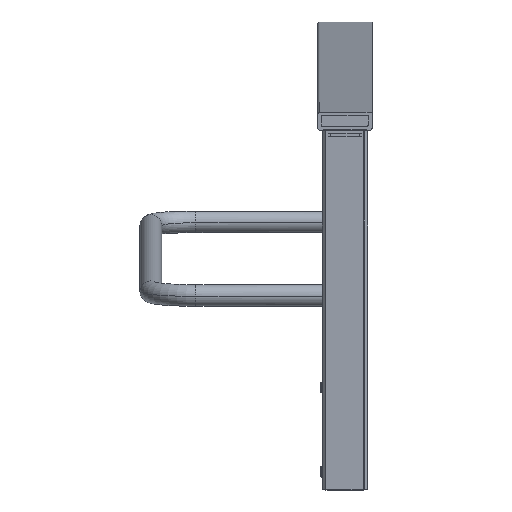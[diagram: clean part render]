
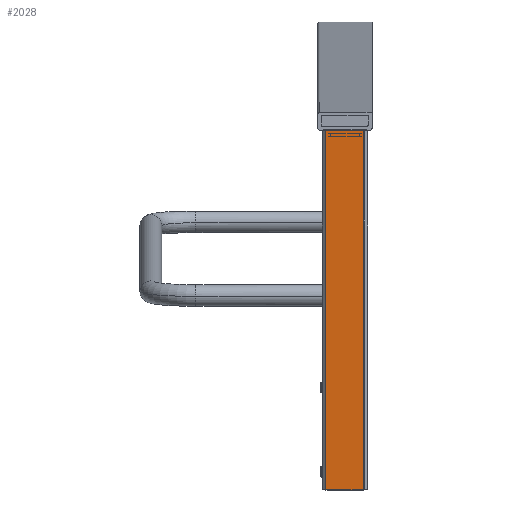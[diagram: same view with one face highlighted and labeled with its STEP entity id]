
A CAD part, front view. The second image highlights one B-rep face of the part: STEP entity #2028.
In plain terms, the highlighted face is planar.
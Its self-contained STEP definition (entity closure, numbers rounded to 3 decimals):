
#1239=DIRECTION('',(0.,1.,0.));
#1240=VECTOR('',#1239,200.);
#1241=CARTESIAN_POINT('',(0.,0.,-2.));
#1242=LINE('',#1241,#1240);
#1361=DIRECTION('',(0.,0.,-1.));
#1362=VECTOR('',#1361,21.);
#1363=CARTESIAN_POINT('',(0.,200.,-2.));
#1364=LINE('',#1363,#1362);
#1365=DIRECTION('',(0.,1.,0.));
#1366=VECTOR('',#1365,200.);
#1367=CARTESIAN_POINT('',(0.,0.,-23.));
#1368=LINE('',#1367,#1366);
#1369=DIRECTION('',(0.,0.,-1.));
#1370=VECTOR('',#1369,21.);
#1371=CARTESIAN_POINT('',(0.,0.,-2.));
#1372=LINE('',#1371,#1370);
#1665=CARTESIAN_POINT('',(0.,0.,-2.));
#1666=VERTEX_POINT('',#1665);
#1667=CARTESIAN_POINT('',(0.,200.,-2.));
#1668=VERTEX_POINT('',#1667);
#1670=CARTESIAN_POINT('',(0.,0.,-23.));
#1672=VERTEX_POINT('',#1670);
#1723=CARTESIAN_POINT('',(0.,200.,-23.));
#1725=VERTEX_POINT('',#1723);
#2017=CARTESIAN_POINT('',(0.,0.,-25.));
#2018=DIRECTION('',(-1.,0.,0.));
#2019=DIRECTION('',(0.,0.,1.));
#2020=AXIS2_PLACEMENT_3D('',#2017,#2018,#2019);
#2021=PLANE('',#2020);
#2022=ORIENTED_EDGE('',*,*,#1912,.T.);
#2023=ORIENTED_EDGE('',*,*,#2002,.F.);
#2024=ORIENTED_EDGE('',*,*,#1862,.F.);
#2025=ORIENTED_EDGE('',*,*,#1877,.T.);
#2026=EDGE_LOOP('',(#2022,#2023,#2024,#2025));
#2027=FACE_OUTER_BOUND('',#2026,.F.);
#2028=ADVANCED_FACE('',(#2027),#2021,.T.);
#1862=EDGE_CURVE('',#1666,#1668,#1242,.T.);
#1877=EDGE_CURVE('',#1666,#1672,#1372,.T.);
#1912=EDGE_CURVE('',#1672,#1725,#1368,.T.);
#2002=EDGE_CURVE('',#1668,#1725,#1364,.T.);
